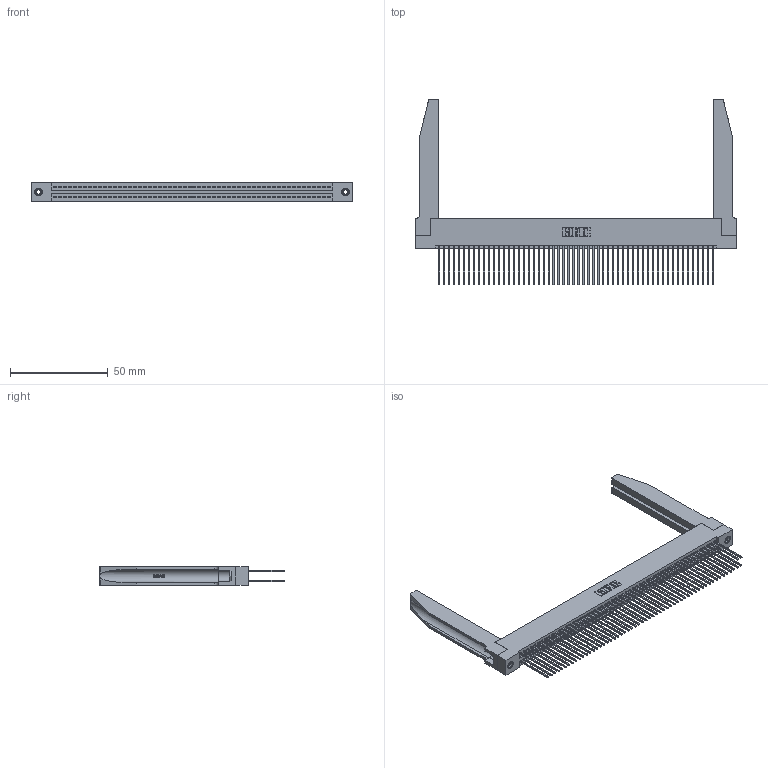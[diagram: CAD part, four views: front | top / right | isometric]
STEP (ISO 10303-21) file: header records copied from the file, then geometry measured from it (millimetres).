
FILE_DESCRIPTION (( 'STEP AP203' ), '1' );
FILE_NAME ('345-112-541-278.STEP', '2019-11-04T21:40:45', ( '' ), ( '' ), 'SwSTEP 2.0', 'SolidWorks 2016', '' );
FILE_SCHEMA (( 'CONFIG_CONTROL_DESIGN' ));
Length unit declared in the file: inch
Products named in the file (5): 345-220-078_345-220-078; 345 Part_Flush Mounting Lugs - 0.156 Dia-TH; 345-292-001_345-293-141; 345-112-541-278; 345-250-001_345-250-001-102
Assembly tree (117 placements, depth 2):
  345-112-541-278
    345 Part_Flush Mounting Lugs - 0.156 Dia-TH
    345-292-001_345-293-141  x112
    345-250-001_345-250-001-102  x2
    345-220-078_345-220-078  x2
Bounding box: 163.47 x 94.92 x 9.4 mm (x, y, z)
Volume: 24423 mm3; surface area: 34745.5 mm2
Topology: 117 solids, 117 shells, 5960 faces, 17637 edges, 11598 vertices
Faces by surface type: plane 3918, cylinder 1990, bspline 36, cone 12, torus 4
Entity records: 46812 total; most frequent: CARTESIAN_POINT 8751, ORIENTED_EDGE 7582, DIRECTION 6693, EDGE_CURVE 3791, VECTOR 3341, LINE 3341, VERTEX_POINT 2520, AXIS2_PLACEMENT_3D 1676
